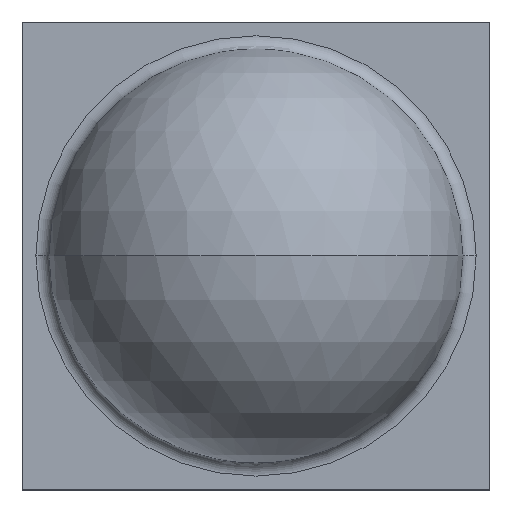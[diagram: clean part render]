
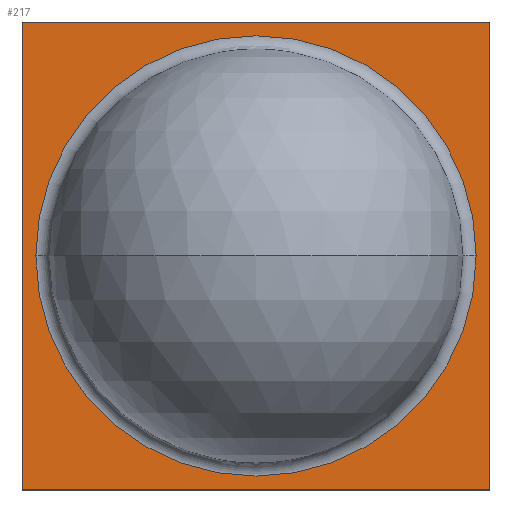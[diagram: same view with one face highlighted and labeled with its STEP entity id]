
A CAD part, top view. The second image highlights one B-rep face of the part: STEP entity #217.
In plain terms, the highlighted planar face has unit normal (0, 0, 1).
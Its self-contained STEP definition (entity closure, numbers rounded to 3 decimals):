
#23 = CARTESIAN_POINT ( 'NONE',  ( -1.647, 0., 0.52 ) ) ;
#49 = VECTOR ( 'NONE', #532, 1000. ) ;
#128 = VERTEX_POINT ( 'NONE', #1331 ) ;
#135 = VERTEX_POINT ( 'NONE', #280 ) ;
#150 = CARTESIAN_POINT ( 'NONE',  ( -1.75, 1.75, 0.52 ) ) ;
#170 = CARTESIAN_POINT ( 'NONE',  ( 0., 0., 0.52 ) ) ;
#205 = LINE ( 'NONE', #632, #1312 ) ;
#217 = ADVANCED_FACE ( 'NONE', ( #1129, #857 ), #604, .T. ) ;
#241 = ORIENTED_EDGE ( 'NONE', *, *, #1392, .T. ) ;
#262 = AXIS2_PLACEMENT_3D ( 'NONE', #303, #941, #1384 ) ;
#280 = CARTESIAN_POINT ( 'NONE',  ( 1.75, 1.75, 0.52 ) ) ;
#283 = EDGE_CURVE ( 'NONE', #478, #458, #1253, .T. ) ;
#303 = CARTESIAN_POINT ( 'NONE',  ( 0., 0., 0.52 ) ) ;
#312 = CIRCLE ( 'NONE', #906, 1.647 ) ;
#318 = EDGE_CURVE ( 'NONE', #1316, #1038, #312, .T. ) ;
#335 = EDGE_LOOP ( 'NONE', ( #1097, #794 ) ) ;
#458 = VERTEX_POINT ( 'NONE', #1310 ) ;
#461 = EDGE_LOOP ( 'NONE', ( #969, #463, #241, #1073 ) ) ;
#463 = ORIENTED_EDGE ( 'NONE', *, *, #283, .T. ) ;
#469 = LINE ( 'NONE', #1145, #728 ) ;
#478 = VERTEX_POINT ( 'NONE', #150 ) ;
#514 = CARTESIAN_POINT ( 'NONE',  ( -1.75, 1.75, 0.52 ) ) ;
#529 = DIRECTION ( 'NONE',  ( 1., 0., 0. ) ) ;
#532 = DIRECTION ( 'NONE',  ( 0., -1., 0. ) ) ;
#542 = CARTESIAN_POINT ( 'NONE',  ( 1.75, -1.75, 0.52 ) ) ;
#593 = VECTOR ( 'NONE', #649, 1000. ) ;
#604 = PLANE ( 'NONE',  #625 ) ;
#625 = AXIS2_PLACEMENT_3D ( 'NONE', #170, #932, #821 ) ;
#632 = CARTESIAN_POINT ( 'NONE',  ( -1.75, -1.75, 0.52 ) ) ;
#641 = CARTESIAN_POINT ( 'NONE',  ( 0., 0., 0.52 ) ) ;
#649 = DIRECTION ( 'NONE',  ( 0., 1., 0. ) ) ;
#728 = VECTOR ( 'NONE', #1252, 1000. ) ;
#734 = DIRECTION ( 'NONE',  ( 1., 0., 0. ) ) ;
#794 = ORIENTED_EDGE ( 'NONE', *, *, #1317, .T. ) ;
#821 = DIRECTION ( 'NONE',  ( 1., 0., 0. ) ) ;
#837 = DIRECTION ( 'NONE',  ( 0., 0., -1. ) ) ;
#857 = FACE_OUTER_BOUND ( 'NONE', #461, .T. ) ;
#906 = AXIS2_PLACEMENT_3D ( 'NONE', #641, #837, #734 ) ;
#907 = EDGE_CURVE ( 'NONE', #128, #135, #963, .T. ) ;
#932 = DIRECTION ( 'NONE',  ( 0., 0., 1. ) ) ;
#941 = DIRECTION ( 'NONE',  ( 0., 0., -1. ) ) ;
#963 = LINE ( 'NONE', #542, #593 ) ;
#969 = ORIENTED_EDGE ( 'NONE', *, *, #1082, .T. ) ;
#1038 = VERTEX_POINT ( 'NONE', #23 ) ;
#1069 = CARTESIAN_POINT ( 'NONE',  ( 1.647, 0., 0.52 ) ) ;
#1073 = ORIENTED_EDGE ( 'NONE', *, *, #907, .T. ) ;
#1082 = EDGE_CURVE ( 'NONE', #135, #478, #469, .T. ) ;
#1097 = ORIENTED_EDGE ( 'NONE', *, *, #318, .T. ) ;
#1129 = FACE_BOUND ( 'NONE', #335, .T. ) ;
#1145 = CARTESIAN_POINT ( 'NONE',  ( 1.75, 1.75, 0.52 ) ) ;
#1252 = DIRECTION ( 'NONE',  ( -1., 0., 0. ) ) ;
#1253 = LINE ( 'NONE', #514, #49 ) ;
#1310 = CARTESIAN_POINT ( 'NONE',  ( -1.75, -1.75, 0.52 ) ) ;
#1312 = VECTOR ( 'NONE', #529, 1000. ) ;
#1316 = VERTEX_POINT ( 'NONE', #1069 ) ;
#1317 = EDGE_CURVE ( 'NONE', #1038, #1316, #1339, .T. ) ;
#1331 = CARTESIAN_POINT ( 'NONE',  ( 1.75, -1.75, 0.52 ) ) ;
#1339 = CIRCLE ( 'NONE', #262, 1.647 ) ;
#1384 = DIRECTION ( 'NONE',  ( 1., 0., 0. ) ) ;
#1392 = EDGE_CURVE ( 'NONE', #458, #128, #205, .T. ) ;
